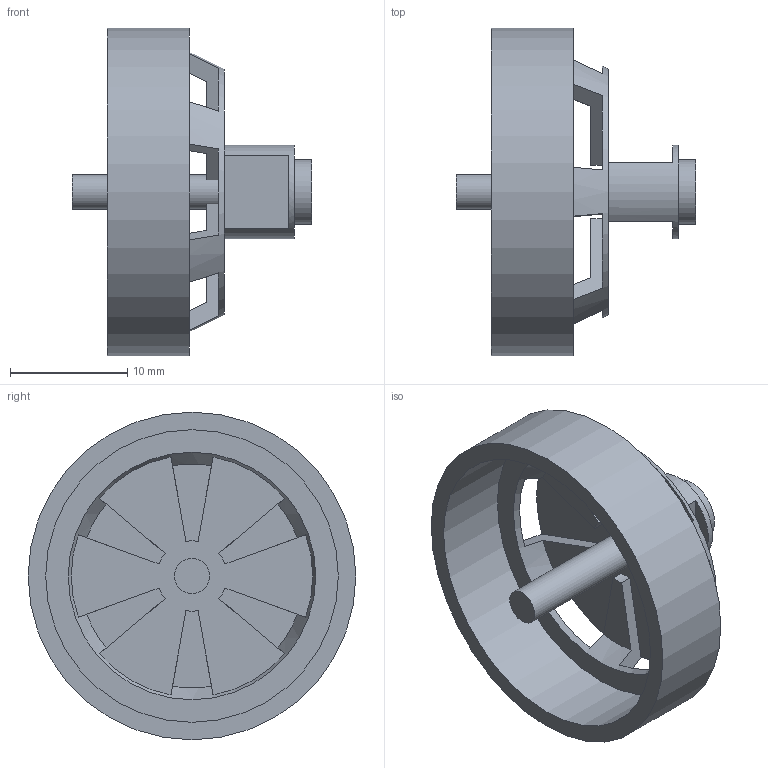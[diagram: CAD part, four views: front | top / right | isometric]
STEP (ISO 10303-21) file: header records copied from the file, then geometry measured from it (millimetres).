
FILE_DESCRIPTION(/* description */ (''),/* implementation_level */ '2;1');
FILE_NAME(/* name */ 'Behindmotor_rotor_ipt_1c00caa0.STEP',/* time_stamp */ '2020-09-04T09:10:53+08:00',/* author */ ('Lvzongyang'),/* organization */ (''),/* preprocessor_version */ 'ST-DEVELOPER v15.6',/* originating_system */ 'Autodesk Inventor 2015',/* authorisation */ '');
FILE_SCHEMA (('AUTOMOTIVE_DESIGN { 1 0 10303 214 3 1 1 }'));
Length unit declared in the file: millimetre
Products named in the file (1): Behindmotor_rotor
Bounding box: 20.5 x 28 x 28 mm (x, y, z)
Volume: 1653.4 mm3; surface area: 2935.5 mm2
Topology: 1 solids, 1 shells, 43 faces, 143 edges, 96 vertices
Faces by surface type: plane 30, cylinder 11, cone 2
Full cylindrical faces by diameter (mm): 3 x1, 5.5 x1, 8 x1, 25 x1, 28 x1
Entity records: 1561 total; most frequent: DIRECTION 270, CARTESIAN_POINT 266, ORIENTED_EDGE 262, EDGE_CURVE 131, AXIS2_PLACEMENT_3D 95, VERTEX_POINT 91, LINE 80, VECTOR 80
